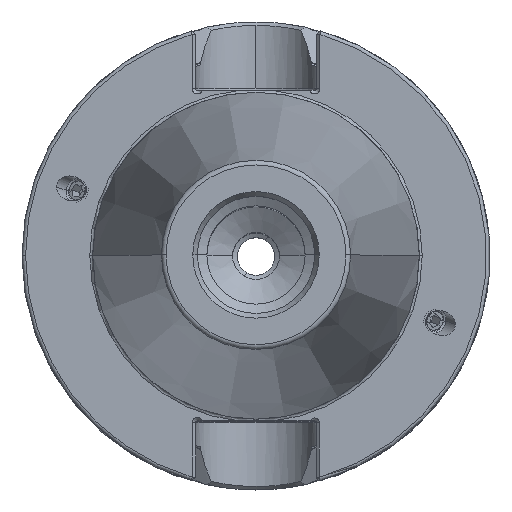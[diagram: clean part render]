
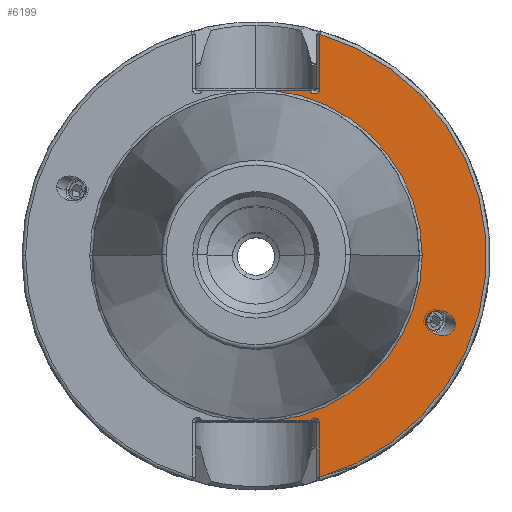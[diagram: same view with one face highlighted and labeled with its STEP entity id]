
A CAD part, top view. The second image highlights one B-rep face of the part: STEP entity #6199.
In plain terms, the highlighted planar face has unit normal (0, 0, 1).
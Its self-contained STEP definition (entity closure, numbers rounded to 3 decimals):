
#236 = CARTESIAN_POINT ( 'NONE',  ( 13.544, -47.338, -3. ) ) ;
#330 = DIRECTION ( 'NONE',  ( 0., 0., 1. ) ) ;
#367 = DIRECTION ( 'NONE',  ( -1., 0., 0. ) ) ;
#450 = CARTESIAN_POINT ( 'NONE',  ( 3.763, -35.3, -3. ) ) ;
#472 = DIRECTION ( 'NONE',  ( 0., 0., -1. ) ) ;
#743 = CARTESIAN_POINT ( 'NONE',  ( 36.355, -14.023, -3. ) ) ;
#825 = VERTEX_POINT ( 'NONE', #9382 ) ;
#940 = EDGE_CURVE ( 'NONE', #825, #5085, #4266, .T. ) ;
#1105 = CARTESIAN_POINT ( 'NONE',  ( 0., -35.3, -3. ) ) ;
#1162 = EDGE_CURVE ( 'NONE', #1820, #1944, #6698, .T. ) ;
#1221 = AXIS2_PLACEMENT_3D ( 'NONE', #1361, #472, #6501 ) ;
#1222 = CIRCLE ( 'NONE', #5264, 1.019 ) ;
#1356 = ORIENTED_EDGE ( 'NONE', *, *, #1162, .T. ) ;
#1361 = CARTESIAN_POINT ( 'NONE',  ( 12.525, 35.675, -3. ) ) ;
#1363 = VERTEX_POINT ( 'NONE', #3518 ) ;
#1579 = EDGE_CURVE ( 'NONE', #1363, #10530, #6658, .T. ) ;
#1645 = LINE ( 'NONE', #5422, #10589 ) ;
#1649 = ORIENTED_EDGE ( 'NONE', *, *, #11049, .T. ) ;
#1820 = VERTEX_POINT ( 'NONE', #5513 ) ;
#1944 = VERTEX_POINT ( 'NONE', #743 ) ;
#1996 = DIRECTION ( 'NONE',  ( 0., -1., 0. ) ) ;
#2004 = DIRECTION ( 'NONE',  ( -1., 0., 0. ) ) ;
#2056 = DIRECTION ( 'NONE',  ( 1., 0., 0. ) ) ;
#2237 = EDGE_CURVE ( 'NONE', #5085, #9177, #2320, .T. ) ;
#2242 = AXIS2_PLACEMENT_3D ( 'NONE', #6490, #6986, #6354 ) ;
#2320 = CIRCLE ( 'NONE', #2242, 35.5 ) ;
#2351 = VERTEX_POINT ( 'NONE', #10804 ) ;
#3039 = CARTESIAN_POINT ( 'NONE',  ( 42.579, -14.707, -3. ) ) ;
#3069 = EDGE_CURVE ( 'NONE', #9417, #4683, #5354, .T. ) ;
#3191 = ORIENTED_EDGE ( 'NONE', *, *, #5401, .F. ) ;
#3213 = VECTOR ( 'NONE', #2004, 1000. ) ;
#3253 = CARTESIAN_POINT ( 'NONE',  ( 35.5, 0., -3. ) ) ;
#3265 = CARTESIAN_POINT ( 'NONE',  ( 13.544, 49.987, -3. ) ) ;
#3273 = LINE ( 'NONE', #8101, #5528 ) ;
#3401 = DIRECTION ( 'NONE',  ( 0., 0., -1. ) ) ;
#3474 = DIRECTION ( 'NONE',  ( -1., 0., 0. ) ) ;
#3518 = CARTESIAN_POINT ( 'NONE',  ( 13.65, 35.675, -3. ) ) ;
#3697 = ORIENTED_EDGE ( 'NONE', *, *, #10987, .T. ) ;
#3833 = CARTESIAN_POINT ( 'NONE',  ( 36.355, -8.72, -3. ) ) ;
#3839 = ORIENTED_EDGE ( 'NONE', *, *, #3069, .T. ) ;
#3918 = DIRECTION ( 'NONE',  ( 0., 0., -1. ) ) ;
#3924 = EDGE_LOOP ( 'NONE', ( #1356, #1649 ) ) ;
#4094 = CARTESIAN_POINT ( 'NONE',  ( 13.544, -35.675, -3. ) ) ;
#4125 = AXIS2_PLACEMENT_3D ( 'NONE', #5350, #3401, #3474 ) ;
#4236 = ORIENTED_EDGE ( 'NONE', *, *, #6884, .T. ) ;
#4266 = CIRCLE ( 'NONE', #4125, 35.5 ) ;
#4356 = FACE_BOUND ( 'NONE', #3924, .T. ) ;
#4480 = VERTEX_POINT ( 'NONE', #7409 ) ;
#4516 = CARTESIAN_POINT ( 'NONE',  ( 11.464, 35.3, -3. ) ) ;
#4683 = VERTEX_POINT ( 'NONE', #236 ) ;
#4878 = CARTESIAN_POINT ( 'NONE',  ( 42.579, -14.707, -3. ) ) ;
#5085 = VERTEX_POINT ( 'NONE', #3253 ) ;
#5264 = AXIS2_PLACEMENT_3D ( 'NONE', #10699, #5519, #367 ) ;
#5341 = ORIENTED_EDGE ( 'NONE', *, *, #6084, .T. ) ;
#5350 = CARTESIAN_POINT ( 'NONE',  ( 0., 0., -3. ) ) ;
#5354 = LINE ( 'NONE', #3265, #9902 ) ;
#5401 = EDGE_CURVE ( 'NONE', #2351, #9177, #6701, .T. ) ;
#5422 = CARTESIAN_POINT ( 'NONE',  ( 13.65, 35.675, -3. ) ) ;
#5483 = CARTESIAN_POINT ( 'NONE',  ( 0., 0., -3. ) ) ;
#5513 = CARTESIAN_POINT ( 'NONE',  ( 42.579, -14.707, -3. ) ) ;
#5519 = DIRECTION ( 'NONE',  ( 0., 0., -1. ) ) ;
#5528 = VECTOR ( 'NONE', #2056, 1000. ) ;
#5702 = ORIENTED_EDGE ( 'NONE', *, *, #1579, .T. ) ;
#5710 = EDGE_LOOP ( 'NONE', ( #3191, #3697, #3839, #4236, #5341, #5702, #6419, #6837, #8158 ) ) ;
#6084 = EDGE_CURVE ( 'NONE', #4480, #1363, #1645, .T. ) ;
#6199 = ADVANCED_FACE ( 'NONE', ( #4356, #10994 ), #10758, .F. ) ;
#6354 = DIRECTION ( 'NONE',  ( -1., 0., 0. ) ) ;
#6362 = DIRECTION ( 'NONE',  ( -1., 0., 0. ) ) ;
#6419 = ORIENTED_EDGE ( 'NONE', *, *, #7775, .F. ) ;
#6474 = AXIS2_PLACEMENT_3D ( 'NONE', #9049, #3918, #9921 ) ;
#6490 = CARTESIAN_POINT ( 'NONE',  ( 0., 0., -3. ) ) ;
#6501 = DIRECTION ( 'NONE',  ( -1., 0., 0. ) ) ;
#6658 = CIRCLE ( 'NONE', #1221, 1.125 ) ;
#6698 =( BOUNDED_CURVE ( )  B_SPLINE_CURVE ( 3, ( #4878, #7014, #6757, #6968 ),
 .UNSPECIFIED., .F., .F. ) 
 B_SPLINE_CURVE_WITH_KNOTS ( ( 4, 4 ),
 ( 5.993, 9.135 ),
 .UNSPECIFIED. ) 
 CURVE ( )  GEOMETRIC_REPRESENTATION_ITEM ( )  RATIONAL_B_SPLINE_CURVE ( ( 1., 0.333, 0.333, 1. ) ) 
 REPRESENTATION_ITEM ( '' )  );
#6701 = LINE ( 'NONE', #1105, #3213 ) ;
#6757 = CARTESIAN_POINT ( 'NONE',  ( 36.355, -19.326, -3. ) ) ;
#6837 = ORIENTED_EDGE ( 'NONE', *, *, #940, .T. ) ;
#6884 = EDGE_CURVE ( 'NONE', #4683, #4480, #10283, .T. ) ;
#6968 = CARTESIAN_POINT ( 'NONE',  ( 36.355, -14.023, -3. ) ) ;
#6986 = DIRECTION ( 'NONE',  ( 0., 0., -1. ) ) ;
#7014 = CARTESIAN_POINT ( 'NONE',  ( 42.579, -20.01, -3. ) ) ;
#7129 =( BOUNDED_CURVE ( )  B_SPLINE_CURVE ( 3, ( #8920, #3833, #8177, #3039 ),
 .UNSPECIFIED., .F., .T. ) 
 B_SPLINE_CURVE_WITH_KNOTS ( ( 4, 4 ),
 ( 2.852, 5.993 ),
 .UNSPECIFIED. ) 
 CURVE ( )  GEOMETRIC_REPRESENTATION_ITEM ( )  RATIONAL_B_SPLINE_CURVE ( ( 1., 0.333, 0.333, 1. ) ) 
 REPRESENTATION_ITEM ( '' )  );
#7409 = CARTESIAN_POINT ( 'NONE',  ( 13.65, 47.308, -3. ) ) ;
#7775 = EDGE_CURVE ( 'NONE', #825, #10530, #3273, .T. ) ;
#7780 = AXIS2_PLACEMENT_3D ( 'NONE', #5483, #330, #6362 ) ;
#8101 = CARTESIAN_POINT ( 'NONE',  ( 0., 35.3, -3. ) ) ;
#8158 = ORIENTED_EDGE ( 'NONE', *, *, #2237, .T. ) ;
#8177 = CARTESIAN_POINT ( 'NONE',  ( 42.579, -9.404, -3. ) ) ;
#8920 = CARTESIAN_POINT ( 'NONE',  ( 36.355, -14.023, -3. ) ) ;
#9049 = CARTESIAN_POINT ( 'NONE',  ( 0., 49.987, -3. ) ) ;
#9177 = VERTEX_POINT ( 'NONE', #450 ) ;
#9218 = DIRECTION ( 'NONE',  ( 0., -1., 0. ) ) ;
#9382 = CARTESIAN_POINT ( 'NONE',  ( 3.763, 35.3, -3. ) ) ;
#9417 = VERTEX_POINT ( 'NONE', #4094 ) ;
#9902 = VECTOR ( 'NONE', #9218, 1000. ) ;
#9921 = DIRECTION ( 'NONE',  ( -1., 0., 0. ) ) ;
#10283 = CIRCLE ( 'NONE', #7780, 49.237 ) ;
#10530 = VERTEX_POINT ( 'NONE', #4516 ) ;
#10589 = VECTOR ( 'NONE', #1996, 1000. ) ;
#10699 = CARTESIAN_POINT ( 'NONE',  ( 12.525, -35.675, -3. ) ) ;
#10758 = PLANE ( 'NONE',  #6474 ) ;
#10804 = CARTESIAN_POINT ( 'NONE',  ( 11.578, -35.3, -3. ) ) ;
#10987 = EDGE_CURVE ( 'NONE', #2351, #9417, #1222, .T. ) ;
#10994 = FACE_OUTER_BOUND ( 'NONE', #5710, .T. ) ;
#11049 = EDGE_CURVE ( 'NONE', #1944, #1820, #7129, .T. ) ;
